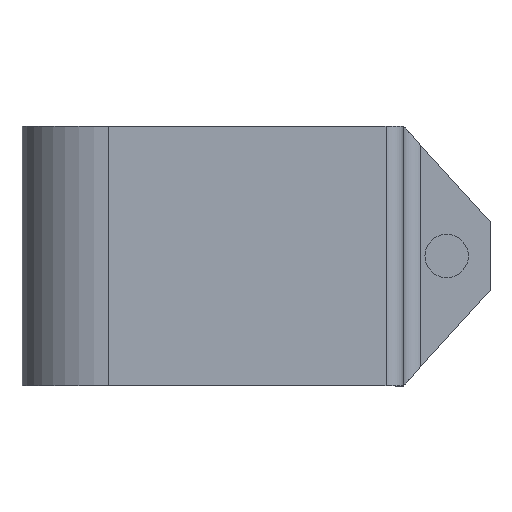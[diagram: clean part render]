
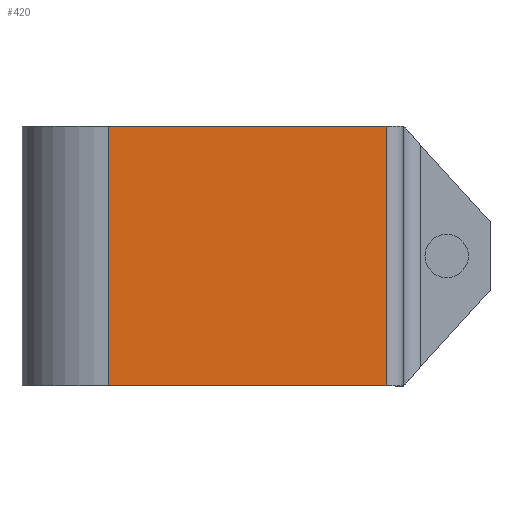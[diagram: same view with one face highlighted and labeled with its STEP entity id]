
A CAD part, front view. The second image highlights one B-rep face of the part: STEP entity #420.
In plain terms, the highlighted planar face has unit normal (0, -1, 0).
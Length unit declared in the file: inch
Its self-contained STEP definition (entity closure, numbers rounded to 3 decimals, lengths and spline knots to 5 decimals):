
#42 = CARTESIAN_POINT ( 'NONE',  ( 0., -0.5, 0.75 ) ) ;
#112 = ORIENTED_EDGE ( 'NONE', *, *, #655, .T. ) ;
#175 = VERTEX_POINT ( 'NONE', #638 ) ;
#199 = LINE ( 'NONE', #343, #626 ) ;
#216 = VECTOR ( 'NONE', #279, 39.37008 ) ;
#227 = ORIENTED_EDGE ( 'NONE', *, *, #390, .F. ) ;
#258 = DIRECTION ( 'NONE',  ( 0., 0., -1. ) ) ;
#266 = CARTESIAN_POINT ( 'NONE',  ( 1.6, -0.5, 0.75 ) ) ;
#279 = DIRECTION ( 'NONE',  ( 1., 0., 0. ) ) ;
#287 = VECTOR ( 'NONE', #944, 39.37008 ) ;
#305 = VERTEX_POINT ( 'NONE', #437 ) ;
#312 = AXIS2_PLACEMENT_3D ( 'NONE', #344, #920, #429 ) ;
#315 = VERTEX_POINT ( 'NONE', #266 ) ;
#339 = EDGE_LOOP ( 'NONE', ( #112, #768, #227, #603 ) ) ;
#343 = CARTESIAN_POINT ( 'NONE',  ( 0., -0.5, -0.75 ) ) ;
#344 = CARTESIAN_POINT ( 'NONE',  ( 0., -0.5, 0.75 ) ) ;
#390 = EDGE_CURVE ( 'NONE', #305, #315, #430, .T. ) ;
#394 = LINE ( 'NONE', #766, #639 ) ;
#420 = ADVANCED_FACE ( 'NONE', ( #608 ), #677, .F. ) ;
#429 = DIRECTION ( 'NONE',  ( 0., 0., 1. ) ) ;
#430 = LINE ( 'NONE', #42, #216 ) ;
#433 = EDGE_CURVE ( 'NONE', #305, #175, #394, .T. ) ;
#437 = CARTESIAN_POINT ( 'NONE',  ( 0., -0.5, 0.75 ) ) ;
#603 = ORIENTED_EDGE ( 'NONE', *, *, #433, .T. ) ;
#608 = FACE_OUTER_BOUND ( 'NONE', #339, .T. ) ;
#624 = CARTESIAN_POINT ( 'NONE',  ( 1.6, -0.5, 0.75 ) ) ;
#626 = VECTOR ( 'NONE', #682, 39.37008 ) ;
#638 = CARTESIAN_POINT ( 'NONE',  ( 0., -0.5, -0.75 ) ) ;
#639 = VECTOR ( 'NONE', #258, 39.37008 ) ;
#655 = EDGE_CURVE ( 'NONE', #175, #905, #199, .T. ) ;
#677 = PLANE ( 'NONE',  #312 ) ;
#682 = DIRECTION ( 'NONE',  ( 1., 0., 0. ) ) ;
#683 = CARTESIAN_POINT ( 'NONE',  ( 1.6, -0.5, -0.75 ) ) ;
#735 = LINE ( 'NONE', #624, #287 ) ;
#763 = EDGE_CURVE ( 'NONE', #905, #315, #735, .T. ) ;
#766 = CARTESIAN_POINT ( 'NONE',  ( 0., -0.5, 0.75 ) ) ;
#768 = ORIENTED_EDGE ( 'NONE', *, *, #763, .T. ) ;
#905 = VERTEX_POINT ( 'NONE', #683 ) ;
#920 = DIRECTION ( 'NONE',  ( 0., 1., 0. ) ) ;
#944 = DIRECTION ( 'NONE',  ( 0., 0., 1. ) ) ;
